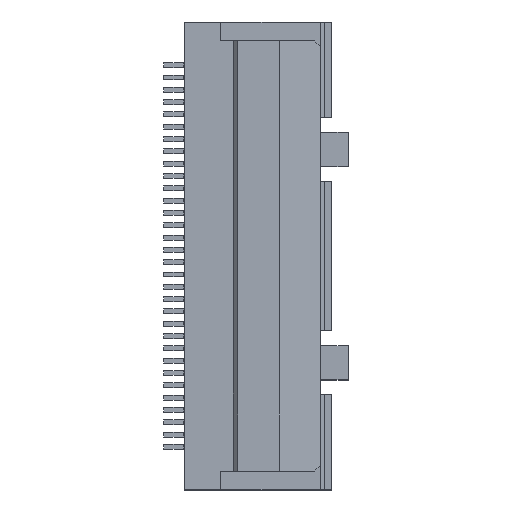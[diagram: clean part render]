
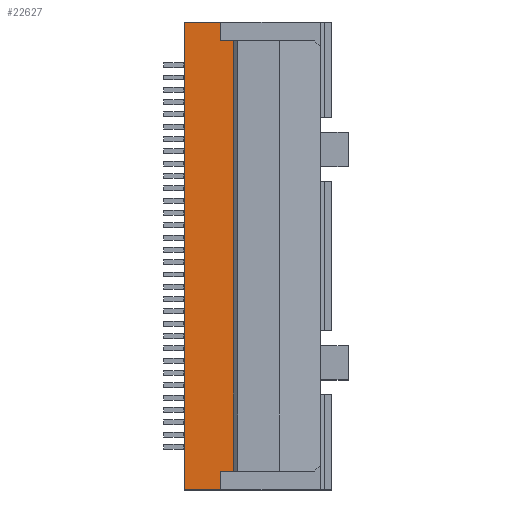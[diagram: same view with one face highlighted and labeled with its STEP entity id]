
A CAD part, top view. The second image highlights one B-rep face of the part: STEP entity #22627.
In plain terms, the highlighted planar face has unit normal (0, 0, 1).
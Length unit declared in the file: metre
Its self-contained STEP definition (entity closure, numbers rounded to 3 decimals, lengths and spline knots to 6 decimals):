
#2117=LINE('',#38219,#4820);
#2175=LINE('',#38334,#4878);
#2184=LINE('',#38351,#4887);
#2196=LINE('',#38370,#4899);
#2201=LINE('',#38380,#4904);
#2206=LINE('',#38390,#4909);
#2207=LINE('',#38392,#4910);
#2208=LINE('',#38394,#4911);
#4820=VECTOR('',#31605,1.);
#4878=VECTOR('',#31689,1.);
#4887=VECTOR('',#31700,1.);
#4899=VECTOR('',#31726,1.);
#4904=VECTOR('',#31733,1.);
#4909=VECTOR('',#31744,1.);
#4910=VECTOR('',#31745,1.);
#4911=VECTOR('',#31746,1.);
#8326=ORIENTED_EDGE('',*,*,#14308,.F.);
#8327=ORIENTED_EDGE('',*,*,#14309,.T.);
#8328=ORIENTED_EDGE('',*,*,#14310,.F.);
#8329=ORIENTED_EDGE('',*,*,#14298,.F.);
#8330=ORIENTED_EDGE('',*,*,#14277,.F.);
#8331=ORIENTED_EDGE('',*,*,#14219,.F.);
#8332=ORIENTED_EDGE('',*,*,#14286,.F.);
#8333=ORIENTED_EDGE('',*,*,#14303,.F.);
#14219=EDGE_CURVE('',#17283,#17284,#2117,.T.);
#14277=EDGE_CURVE('',#17284,#17328,#2175,.T.);
#14286=EDGE_CURVE('',#17334,#17283,#2184,.T.);
#14298=EDGE_CURVE('',#17328,#17335,#2196,.T.);
#14303=EDGE_CURVE('',#17338,#17334,#2201,.T.);
#14308=EDGE_CURVE('',#17341,#17338,#2206,.T.);
#14309=EDGE_CURVE('',#17341,#17342,#2207,.T.);
#14310=EDGE_CURVE('',#17335,#17342,#2208,.T.);
#17283=VERTEX_POINT('',#38218);
#17284=VERTEX_POINT('',#38220);
#17328=VERTEX_POINT('',#38335);
#17334=VERTEX_POINT('',#38350);
#17335=VERTEX_POINT('',#38371);
#17338=VERTEX_POINT('',#38379);
#17341=VERTEX_POINT('',#38391);
#17342=VERTEX_POINT('',#38393);
#19700=EDGE_LOOP('',(#8326,#8327,#8328,#8329,#8330,#8331,#8332,#8333));
#20785=FACE_BOUND('',#19700,.T.);
#21868=PLANE('',#28776);
#22627=ADVANCED_FACE('',(#20785),#21868,.T.);
#28776=AXIS2_PLACEMENT_3D('',#38389,#31742,#31743);
#31605=DIRECTION('',(0.,1.,0.));
#31689=DIRECTION('',(1.,0.,0.));
#31700=DIRECTION('',(-1.,0.,0.));
#31726=DIRECTION('',(0.,-1.,0.));
#31733=DIRECTION('',(0.,-1.,0.));
#31742=DIRECTION('',(0.,0.,1.));
#31743=DIRECTION('',(1.,0.,0.));
#31744=DIRECTION('',(-1.,0.,0.));
#31745=DIRECTION('',(0.,1.,0.));
#31746=DIRECTION('',(1.,0.,0.));
#38218=CARTESIAN_POINT('',(-0.0065,-0.0285,0.0065));
#38219=CARTESIAN_POINT('',(-0.0065,0.,0.0065));
#38220=CARTESIAN_POINT('',(-0.0065,0.0285,0.0065));
#38334=CARTESIAN_POINT('',(-0.004275,0.0285,0.0065));
#38335=CARTESIAN_POINT('',(-0.00205,0.0285,0.0065));
#38350=CARTESIAN_POINT('',(-0.00205,-0.0285,0.0065));
#38351=CARTESIAN_POINT('',(-0.004275,-0.0285,0.0065));
#38370=CARTESIAN_POINT('',(-0.00205,0.02735,0.0065));
#38371=CARTESIAN_POINT('',(-0.00205,0.0262,0.0065));
#38379=CARTESIAN_POINT('',(-0.00205,-0.0262,0.0065));
#38380=CARTESIAN_POINT('',(-0.00205,-0.02735,0.0065));
#38389=CARTESIAN_POINT('',(0.0035,0.,0.0065));
#38390=CARTESIAN_POINT('',(0.00505,-0.0262,0.0065));
#38391=CARTESIAN_POINT('',(-0.0005,-0.0262,0.0065));
#38392=CARTESIAN_POINT('',(-0.0005,0.,0.0065));
#38393=CARTESIAN_POINT('',(-0.0005,0.0262,0.0065));
#38394=CARTESIAN_POINT('',(-0.001025,0.0262,0.0065));
